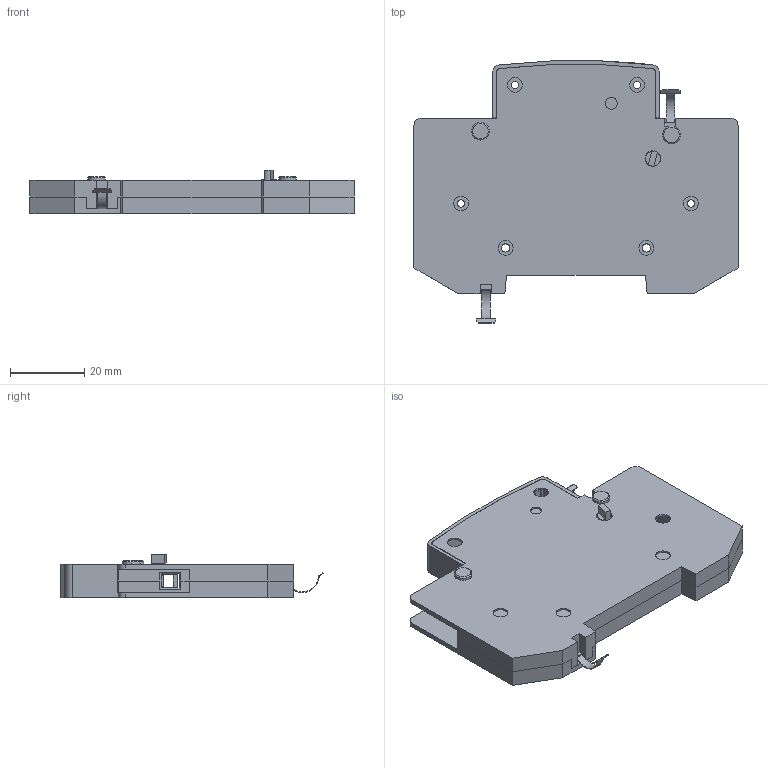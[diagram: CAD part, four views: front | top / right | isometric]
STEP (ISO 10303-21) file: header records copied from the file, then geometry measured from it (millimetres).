
FILE_DESCRIPTION((''),'2;1');
FILE_NAME('002069004_DA_EFI_ASM','2022-11-23T14:26:31',('klemen.sitar'),('Audax d.o.o.'),'CREO PARAMETRIC BY PTC INC, 2021304','CREO PARAMETRIC BY PTC INC, 2021304','');
FILE_SCHEMA(('AP242_MANAGED_MODEL_BASED_3D_ENGINEERING_MIM_LF { 1 0 10303 442 1 1 4 }'));
Length unit declared in the file: millimetre
Products named in the file (21): 0000001744_AF0_1_1_1_1_1; TMP_DWG_65_1_1_1_2_1_2_3_4_1_1; TMP_DWG_65_1_2_1_2_1_2_3_4_1_1; TMP_DWG_65_1_3_1_2_1_2_3_4_1_1; 0000001749_AF0_2_1_1_1_1; 0000001761_AF0_1_1_1_1_1; 0000001762_AF0_1_1_1_1_1; 0000001762_AF1_1_1_1_1_1; 0000001767_AF0_1_1_1_1_1; 0000001767_AF1_1_1_1_1_1; 0000001787_AF0_1_1_1_1_1; 0000001787_AF1_1_1_1_1_1; 0000001780_AF0_1_1_1_1_1; 0000001780_AF1_1_1_1_1_1; 0000001780_AF2_1_1_1_1_1; 0000001780_AF3_1_1_1_1_1; 0000001791_AF0_1_1_1_1_1; 0000001791_AF1_1_1_1_1_1; 0000001791_AF2_1_1_1_1_1; 0000001791_AF3_1_1_1_1_1; 002069004_DA_EFI_ASM
Assembly tree (20 placements, depth 2):
  002069004_DA_EFI_ASM
    0000001744_AF0_1_1_1_1_1
    TMP_DWG_65_1_1_1_2_1_2_3_4_1_1
    TMP_DWG_65_1_2_1_2_1_2_3_4_1_1
    TMP_DWG_65_1_3_1_2_1_2_3_4_1_1
    0000001749_AF0_2_1_1_1_1
    0000001761_AF0_1_1_1_1_1
    0000001762_AF0_1_1_1_1_1
    0000001762_AF1_1_1_1_1_1
    0000001767_AF0_1_1_1_1_1
    0000001767_AF1_1_1_1_1_1
    0000001787_AF0_1_1_1_1_1
    0000001787_AF1_1_1_1_1_1
    0000001780_AF0_1_1_1_1_1
    0000001780_AF1_1_1_1_1_1
    0000001780_AF2_1_1_1_1_1
    0000001780_AF3_1_1_1_1_1
    0000001791_AF0_1_1_1_1_1
    0000001791_AF1_1_1_1_1_1
    0000001791_AF2_1_1_1_1_1
    0000001791_AF3_1_1_1_1_1
Bounding box: 87.5 x 70.74 x 11.7 mm (x, y, z)
Volume: 13255.6 mm3; surface area: 26519.7 mm2
Topology: 20 solids, 28 shells, 879 faces, 2353 edges, 1506 vertices
Faces by surface type: plane 680, cylinder 163, bspline 16, cone 12, sphere 8
Entity records: 47329 total; most frequent: CARTESIAN_POINT 6354, ORIENTED_EDGE 4642, DIRECTION 4497, PRESENTATION_STYLE_ASSIGNMENT 3280, STYLED_ITEM 3280, CURVE_STYLE 2373, EDGE_CURVE 2337, VECTOR 1845
